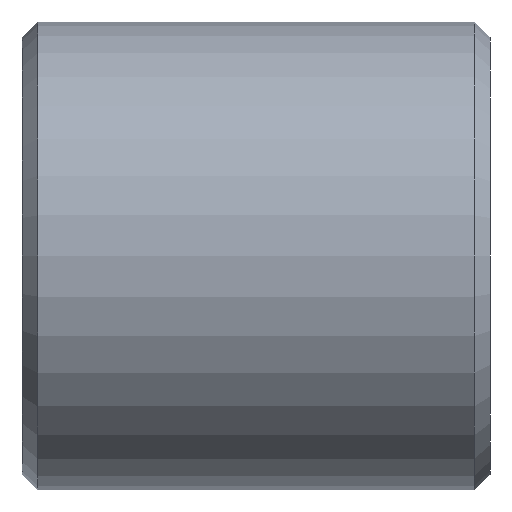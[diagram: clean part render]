
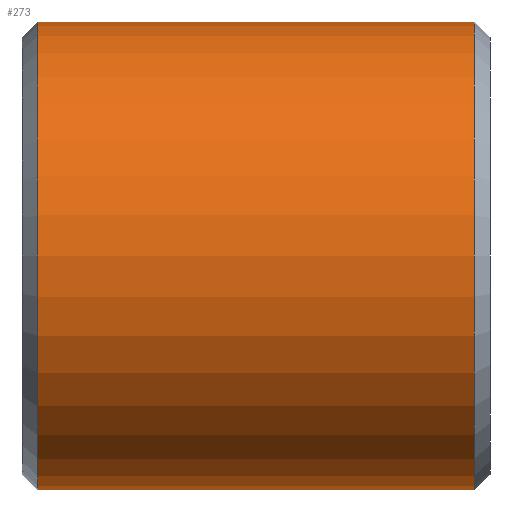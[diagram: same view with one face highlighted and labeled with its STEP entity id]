
A CAD part, left-side view. The second image highlights one B-rep face of the part: STEP entity #273.
In plain terms, the highlighted cylindrical face has radius 7.5 mm (diameter 15 mm), a partial arc.
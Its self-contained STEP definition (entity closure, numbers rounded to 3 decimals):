
#5 = EDGE_CURVE ( 'NONE', #48, #6, #251, .T. ) ;
#6 = VERTEX_POINT ( 'NONE', #247 ) ;
#9 = VERTEX_POINT ( 'NONE', #304 ) ;
#11 = EDGE_CURVE ( 'NONE', #51, #9, #303, .T. ) ;
#48 = VERTEX_POINT ( 'NONE', #113 ) ;
#51 = VERTEX_POINT ( 'NONE', #107 ) ;
#107 = CARTESIAN_POINT ( 'NONE',  ( 0., -7., 7.5 ) ) ;
#113 = CARTESIAN_POINT ( 'NONE',  ( 0., -7., -7.5 ) ) ;
#124 = DIRECTION ( 'NONE',  ( 0., 0., 1. ) ) ;
#125 = DIRECTION ( 'NONE',  ( 0., 1., 0. ) ) ;
#126 = CARTESIAN_POINT ( 'NONE',  ( 0., -7., 0. ) ) ;
#127 = AXIS2_PLACEMENT_3D ( 'NONE', #126, #125, #124 ) ;
#132 = CIRCLE ( 'NONE', #127, 7.5 ) ;
#158 = EDGE_CURVE ( 'NONE', #48, #51, #132, .T. ) ;
#159 = ORIENTED_EDGE ( 'NONE', *, *, #11, .T. ) ;
#160 = ORIENTED_EDGE ( 'NONE', *, *, #272, .F. ) ;
#247 = CARTESIAN_POINT ( 'NONE',  ( 0., 7., -7.5 ) ) ;
#248 = DIRECTION ( 'NONE',  ( 0., 1., 0. ) ) ;
#249 = VECTOR ( 'NONE', #248, 1000. ) ;
#250 = CARTESIAN_POINT ( 'NONE',  ( 0., 20.182, -7.5 ) ) ;
#251 = LINE ( 'NONE', #250, #249 ) ;
#272 = EDGE_CURVE ( 'NONE', #6, #9, #403, .T. ) ;
#273 = ADVANCED_FACE ( 'NONE', ( #394 ), #393, .T. ) ;
#274 = EDGE_LOOP ( 'NONE', ( #275, #276, #159, #160 ) ) ;
#275 = ORIENTED_EDGE ( 'NONE', *, *, #5, .F. ) ;
#276 = ORIENTED_EDGE ( 'NONE', *, *, #158, .T. ) ;
#300 = DIRECTION ( 'NONE',  ( 0., 1., 0. ) ) ;
#301 = VECTOR ( 'NONE', #300, 1000. ) ;
#302 = CARTESIAN_POINT ( 'NONE',  ( 0., 20.182, 7.5 ) ) ;
#303 = LINE ( 'NONE', #302, #301 ) ;
#304 = CARTESIAN_POINT ( 'NONE',  ( 0., 7., 7.5 ) ) ;
#388 = DIRECTION ( 'NONE',  ( 0., 0., 1. ) ) ;
#389 = DIRECTION ( 'NONE',  ( 0., 1., 0. ) ) ;
#390 = CARTESIAN_POINT ( 'NONE',  ( 0., 20.182, 0. ) ) ;
#391 = AXIS2_PLACEMENT_3D ( 'NONE', #390, #389, #388 ) ;
#393 = CYLINDRICAL_SURFACE ( 'NONE', #391, 7.5 ) ;
#394 = FACE_OUTER_BOUND ( 'NONE', #274, .T. ) ;
#395 = DIRECTION ( 'NONE',  ( 0., 0., 1. ) ) ;
#396 = DIRECTION ( 'NONE',  ( 0., 1., 0. ) ) ;
#397 = CARTESIAN_POINT ( 'NONE',  ( 0., 7., 0. ) ) ;
#398 = AXIS2_PLACEMENT_3D ( 'NONE', #397, #396, #395 ) ;
#403 = CIRCLE ( 'NONE', #398, 7.5 ) ;
